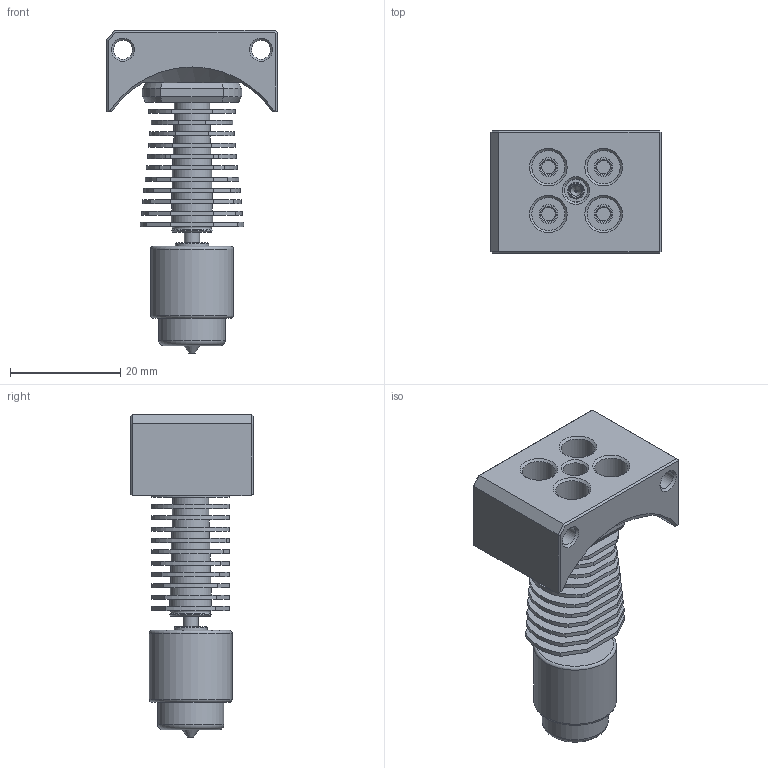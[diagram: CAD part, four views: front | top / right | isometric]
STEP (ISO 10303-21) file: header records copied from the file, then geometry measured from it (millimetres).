
FILE_DESCRIPTION(/* description */ (''),/* implementation_level */ '2;1');
FILE_NAME(/* name */ 'Hotend_Mount_Revo_Voron.step',/* time_stamp */ '2022-12-10T09:14:02-06:00',/* author */ (''),/* organization */ (''),/* preprocessor_version */ 'ST-DEVELOPER v19.2',/* originating_system */ 'Autodesk Translation Framework v11.17.0.187',/* authorisation */ '');
FILE_SCHEMA (('AUTOMOTIVE_DESIGN { 1 0 10303 214 3 1 1 }'));
Length unit declared in the file: millimetre
Products named in the file (10): Hotend Mounts; Hotend_Mount_Revo_Voron; Hotend_Mount_Revo_Voron:1 (1); revo.step; VORON_v0.step; Mini_StealthBurner:1; Revo_Voron_Hotend:1; Revo_Voron_Assembly:1; Heatsink:1; Revo_Heater_Core:1
Assembly tree (9 placements, depth 8):
  Hotend Mounts
    Hotend_Mount_Revo_Voron
      Hotend_Mount_Revo_Voron:1 (1)
      revo.step
        VORON_v0.step
          Mini_StealthBurner:1
            Revo_Voron_Hotend:1
              Revo_Voron_Assembly:1
                Heatsink:1
                Revo_Heater_Core:1
Bounding box: 30.8 x 22.19 x 58.5 mm (x, y, z)
Volume: 11410.1 mm3; surface area: 11991.6 mm2
Topology: 6 solids, 6 shells, 414 faces, 955 edges, 608 vertices
Faces by surface type: plane 184, cylinder 116, cone 94, bspline 15, torus 5
Full cylindrical faces by diameter (mm): 0.388 x1, 1.942 x2, 2.014 x1, 2.459 x4, 2.72 x2, 2.755 x3, 3 x1, 3.002 x1, 3.214 x1, 3.242 x15, 3.4 x6, 3.991 x13, 4.1 x1, 4.2 x1, 5.5 x1, 5.97 x1, 6 x4, 6.005 x2, 6.1 x1, 6.4 x1, 6.5 x1, 6.6 x1, 6.7 x1, 6.8 x1, 7 x1, 7.1 x1, 7.2 x1, 7.3 x1, 7.4 x1, 7.5 x1
Entity records: 27507 total; most frequent: CARTESIAN_POINT 17848, DIRECTION 1953, ORIENTED_EDGE 1910, EDGE_CURVE 955, AXIS2_PLACEMENT_3D 710, VERTEX_POINT 608, LINE 533, VECTOR 533
